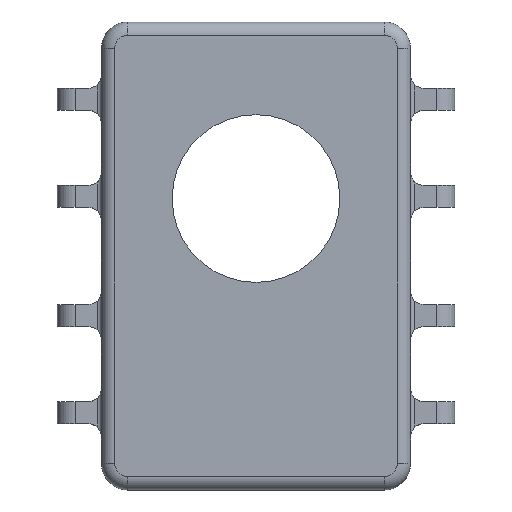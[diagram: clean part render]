
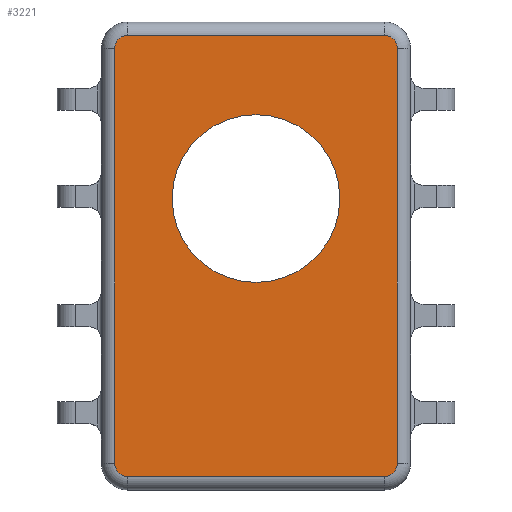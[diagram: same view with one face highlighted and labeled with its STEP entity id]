
A CAD part, top view. The second image highlights one B-rep face of the part: STEP entity #3221.
In plain terms, the highlighted planar face has unit normal (0, 0, 1).
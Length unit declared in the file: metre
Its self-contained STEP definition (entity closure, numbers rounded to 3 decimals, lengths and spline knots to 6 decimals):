
#114=LINE('',#4868,#458);
#115=LINE('',#4873,#459);
#116=LINE('',#4877,#460);
#117=LINE('',#4881,#461);
#458=VECTOR('',#3872,1.);
#459=VECTOR('',#3875,1.);
#460=VECTOR('',#3878,1.);
#461=VECTOR('',#3881,1.);
#728=PLANE('',#3447);
#966=ORIENTED_EDGE('',*,*,#1890,.T.);
#967=ORIENTED_EDGE('',*,*,#1891,.T.);
#968=ORIENTED_EDGE('',*,*,#1892,.T.);
#969=ORIENTED_EDGE('',*,*,#1893,.T.);
#970=ORIENTED_EDGE('',*,*,#1894,.T.);
#971=ORIENTED_EDGE('',*,*,#1895,.T.);
#972=ORIENTED_EDGE('',*,*,#1896,.T.);
#973=ORIENTED_EDGE('',*,*,#1897,.T.);
#974=ORIENTED_EDGE('',*,*,#1898,.T.);
#1890=EDGE_CURVE('',#2352,#2353,#114,.T.);
#1891=EDGE_CURVE('',#2353,#2354,#2592,.T.);
#1892=EDGE_CURVE('',#2354,#2355,#115,.T.);
#1893=EDGE_CURVE('',#2355,#2356,#2593,.T.);
#1894=EDGE_CURVE('',#2356,#2357,#116,.F.);
#1895=EDGE_CURVE('',#2357,#2358,#2594,.T.);
#1896=EDGE_CURVE('',#2358,#2359,#117,.F.);
#1897=EDGE_CURVE('',#2359,#2352,#2595,.T.);
#1898=EDGE_CURVE('',#2360,#2360,#2596,.F.);
#2352=VERTEX_POINT('',#4869);
#2353=VERTEX_POINT('',#4870);
#2354=VERTEX_POINT('',#4872);
#2355=VERTEX_POINT('',#4874);
#2356=VERTEX_POINT('',#4876);
#2357=VERTEX_POINT('',#4878);
#2358=VERTEX_POINT('',#4880);
#2359=VERTEX_POINT('',#4882);
#2360=VERTEX_POINT('',#4885);
#2592=CIRCLE('',#3448,0.003);
#2593=CIRCLE('',#3449,0.003);
#2594=CIRCLE('',#3450,0.003);
#2595=CIRCLE('',#3451,0.003);
#2596=CIRCLE('',#3452,0.019);
#2700=EDGE_LOOP('',(#966,#967,#968,#969,#970,#971,#972,#973));
#2701=EDGE_LOOP('',(#974));
#2934=FACE_BOUND('',#2700,.T.);
#2935=FACE_BOUND('',#2701,.T.);
#3221=ADVANCED_FACE('',(#2934,#2935),#728,.T.);
#3447=AXIS2_PLACEMENT_3D('',#4867,#3870,#3871);
#3448=AXIS2_PLACEMENT_3D('',#4871,#3873,#3874);
#3449=AXIS2_PLACEMENT_3D('',#4875,#3876,#3877);
#3450=AXIS2_PLACEMENT_3D('',#4879,#3879,#3880);
#3451=AXIS2_PLACEMENT_3D('',#4883,#3882,#3883);
#3452=AXIS2_PLACEMENT_3D('',#4884,#3884,#3885);
#3870=DIRECTION('',(0.,0.,1.));
#3871=DIRECTION('',(1.,0.,0.));
#3872=DIRECTION('',(0.,-1.,0.));
#3873=DIRECTION('',(0.,0.,1.));
#3874=DIRECTION('',(1.,0.,0.));
#3875=DIRECTION('',(1.,0.,0.));
#3876=DIRECTION('',(0.,0.,1.));
#3877=DIRECTION('',(1.,0.,0.));
#3878=DIRECTION('',(0.,-1.,0.));
#3879=DIRECTION('',(0.,0.,1.));
#3880=DIRECTION('',(1.,0.,0.));
#3881=DIRECTION('',(1.,0.,0.));
#3882=DIRECTION('',(0.,0.,1.));
#3883=DIRECTION('',(1.,0.,0.));
#3884=DIRECTION('',(0.,0.,1.));
#3885=DIRECTION('',(1.,0.,0.));
#4867=CARTESIAN_POINT('',(0.,0.,0.049));
#4868=CARTESIAN_POINT('',(-0.032,-0.047,0.049));
#4869=CARTESIAN_POINT('',(-0.032,0.047,0.049));
#4870=CARTESIAN_POINT('',(-0.032,-0.047,0.049));
#4871=CARTESIAN_POINT('',(-0.029,-0.047,0.049));
#4872=CARTESIAN_POINT('',(-0.029,-0.05,0.049));
#4873=CARTESIAN_POINT('',(0.029,-0.05,0.049));
#4874=CARTESIAN_POINT('',(0.029,-0.05,0.049));
#4875=CARTESIAN_POINT('',(0.029,-0.047,0.049));
#4876=CARTESIAN_POINT('',(0.032,-0.047,0.049));
#4877=CARTESIAN_POINT('',(0.032,0.,0.049));
#4878=CARTESIAN_POINT('',(0.032,0.047,0.049));
#4879=CARTESIAN_POINT('',(0.029,0.047,0.049));
#4880=CARTESIAN_POINT('',(0.029,0.05,0.049));
#4881=CARTESIAN_POINT('',(0.,0.05,0.049));
#4882=CARTESIAN_POINT('',(-0.029,0.05,0.049));
#4883=CARTESIAN_POINT('',(-0.029,0.047,0.049));
#4884=CARTESIAN_POINT('',(0.,0.013,0.049));
#4885=CARTESIAN_POINT('',(0.019,0.013,0.049));
